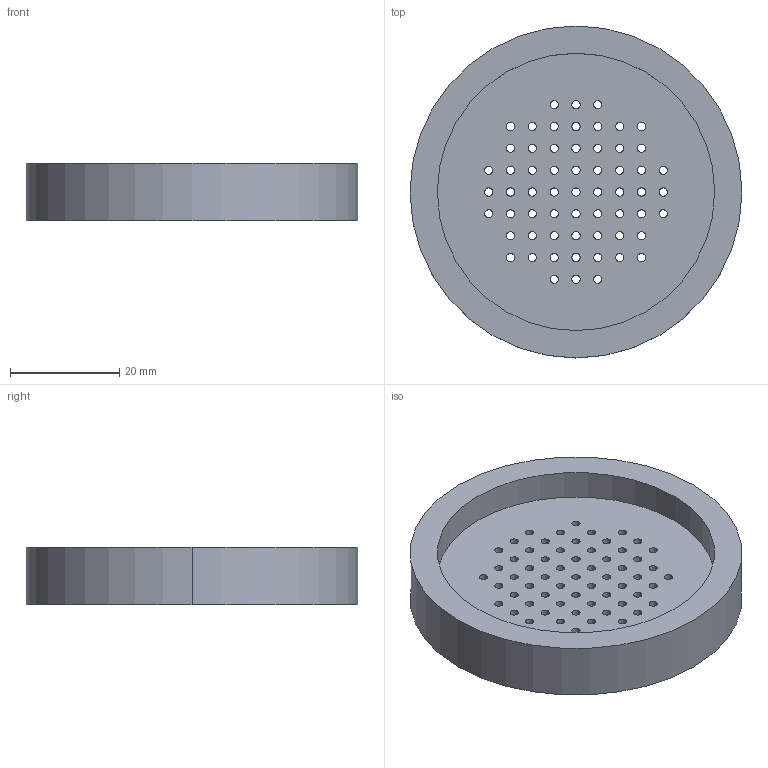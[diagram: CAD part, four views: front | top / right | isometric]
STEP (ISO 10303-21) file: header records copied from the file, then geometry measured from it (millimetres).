
FILE_DESCRIPTION (( 'STEP AP214' ), '1' );
FILE_NAME ('m3.1.STEP', '2023-02-16T19:14:19', ( '' ), ( '' ), 'SwSTEP 2.0', 'SolidWorks 2022', '' );
FILE_SCHEMA (( 'AUTOMOTIVE_DESIGN' ));
Length unit declared in the file: millimetre
Products named in the file (1): m3.1
Bounding box: 60.8 x 60.8 x 10.45 mm (x, y, z)
Volume: 18754.6 mm3; surface area: 9894.2 mm2
Topology: 1 solids, 1 shells, 129 faces, 378 edges, 252 vertices
Faces by surface type: cylinder 126, plane 3
Entity records: 4722 total; most frequent: DIRECTION 890, CARTESIAN_POINT 760, ORIENTED_EDGE 756, AXIS2_PLACEMENT_3D 382, EDGE_CURVE 378, EDGE_LOOP 252, VERTEX_POINT 252, CIRCLE 252
